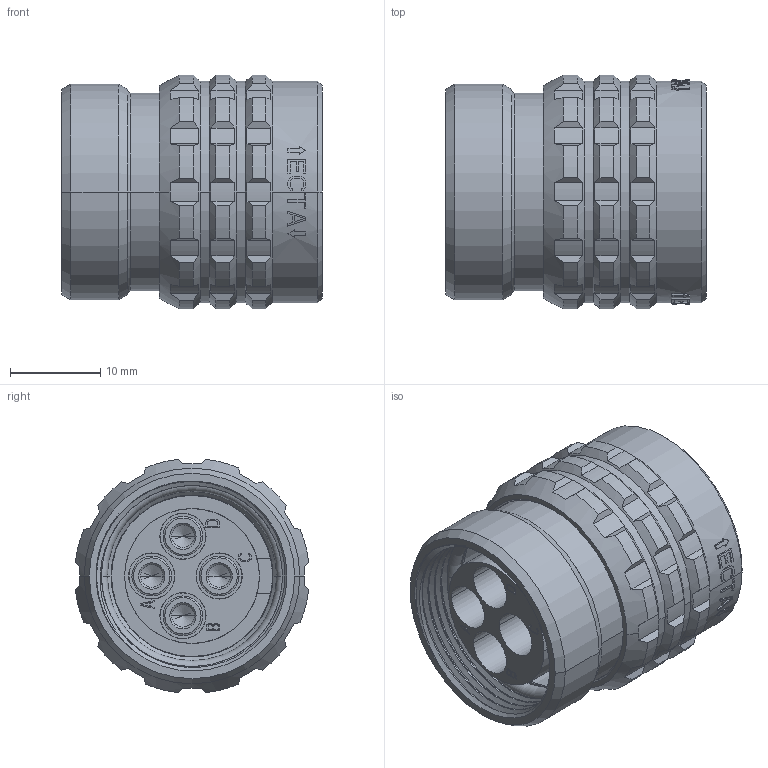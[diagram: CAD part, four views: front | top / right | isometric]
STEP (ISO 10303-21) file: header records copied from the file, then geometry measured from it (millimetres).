
FILE_DESCRIPTION((''),'2;1');
FILE_NAME('1332M204MS','2024-07-25T15:58:31',('paultorloting'),('NET AG system integration'),'CREO PARAMETRIC BY PTC INC, 2021404','CREO PARAMETRIC BY PTC INC, 2021404','');
FILE_SCHEMA(('AUTOMOTIVE_DESIGN { 1 0 10303 214 1 1 1 1 }'));
Length unit declared in the file: millimetre
Products named in the file (1): 1332M204MS
Bounding box: 28.8 x 25.82 x 25.82 mm (x, y, z)
Volume: 8709.7 mm3; surface area: 8559.5 mm2
Topology: 1 solids, 2 shells, 902 faces, 2415 edges, 1572 vertices
Faces by surface type: plane 559, cylinder 223, cone 59, torus 39, bspline 14, sphere 8
Entity records: 41824 total; most frequent: CARTESIAN_POINT 13244, ORIENTED_EDGE 4798, DIRECTION 4422, EDGE_CURVE 2399, VERTEX_POINT 1572, AXIS2_PLACEMENT_3D 1556, VECTOR 1307, LINE 1307
